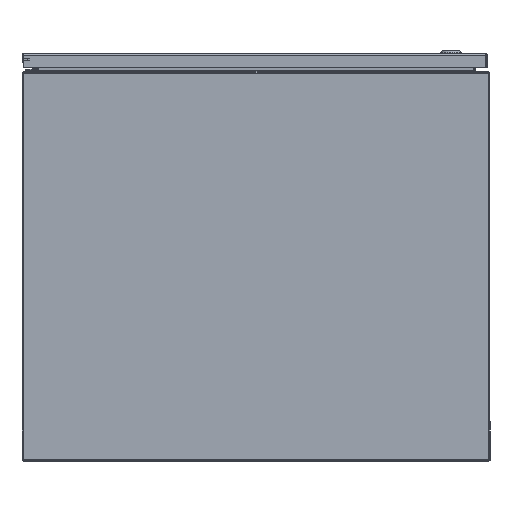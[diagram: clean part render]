
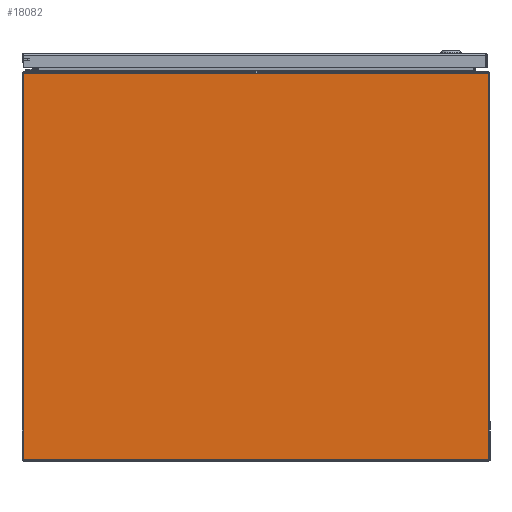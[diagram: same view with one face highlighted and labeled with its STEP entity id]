
A CAD part, front view. The second image highlights one B-rep face of the part: STEP entity #18082.
In plain terms, the highlighted face is planar.
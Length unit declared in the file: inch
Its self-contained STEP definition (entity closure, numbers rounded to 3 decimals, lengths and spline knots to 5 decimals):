
#17183=CARTESIAN_POINT('',(30.,0.,19.89475));
#17184=VERTEX_POINT('',#17183);
#17192=CARTESIAN_POINT('',(30.,23.852,19.89475));
#17193=VERTEX_POINT('',#17192);
#17194=CARTESIAN_POINT('',(30.,23.852,19.89475));
#17195=DIRECTION('',(0.0,-1.0,0.0));
#17196=VECTOR('',#17195,23.852);
#17197=LINE('',#17194,#17196);
#17198=EDGE_CURVE('',#17193,#17184,#17197,.T.);
#17722=CARTESIAN_POINT('',(30.,0.,0.10525));
#17723=VERTEX_POINT('',#17722);
#17730=CARTESIAN_POINT('',(30.,0.,0.10525));
#17731=DIRECTION('',(0.0,0.0,1.0));
#17732=VECTOR('',#17731,19.7895);
#17733=LINE('',#17730,#17732);
#17734=EDGE_CURVE('',#17723,#17184,#17733,.T.);
#17769=CARTESIAN_POINT('',(30.,23.852,0.10525));
#17770=VERTEX_POINT('',#17769);
#17771=CARTESIAN_POINT('',(30.,23.852,19.89475));
#17772=DIRECTION('',(0.,0.,-1.0));
#17773=VECTOR('',#17772,19.7895);
#17774=LINE('',#17771,#17773);
#17775=EDGE_CURVE('',#17193,#17770,#17774,.T.);
#17988=CARTESIAN_POINT('',(30.,0.0,0.10525));
#17989=DIRECTION('',(0.0,1.0,0.0));
#17990=VECTOR('',#17989,23.852);
#17991=LINE('',#17988,#17990);
#17992=EDGE_CURVE('',#17723,#17770,#17991,.T.);
#18071=CARTESIAN_POINT('',(30.,11.926,-14.88973));
#18072=DIRECTION('',(-1.0,0.,0.));
#18073=DIRECTION('',(0.,0.,1.0));
#18074=AXIS2_PLACEMENT_3D('',#18071,#18072,#18073);
#18075=PLANE('',#18074);
#18076=ORIENTED_EDGE('',*,*,#17198,.T.);
#18077=ORIENTED_EDGE('',*,*,#17734,.F.);
#18078=ORIENTED_EDGE('',*,*,#17992,.T.);
#18079=ORIENTED_EDGE('',*,*,#17775,.F.);
#18080=EDGE_LOOP('',(#18076,#18077,#18078,#18079));
#18081=FACE_OUTER_BOUND('',#18080,.T.);
#18082=ADVANCED_FACE('',(#18081),#18075,.F.);
